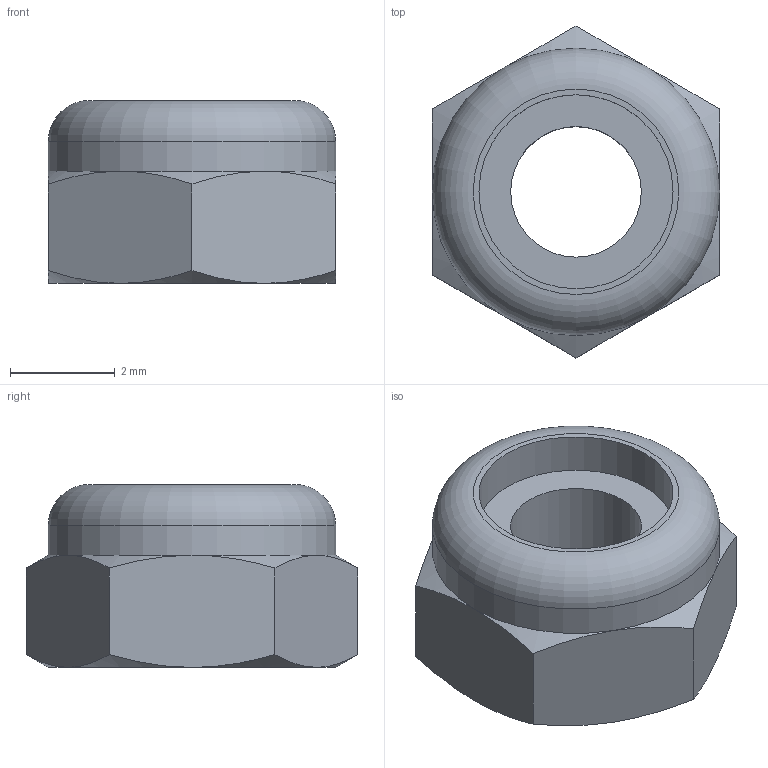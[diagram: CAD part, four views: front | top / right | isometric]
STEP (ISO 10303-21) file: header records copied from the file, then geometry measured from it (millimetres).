
FILE_DESCRIPTION (( 'STEP AP214' ), '1' );
FILE_NAME ('1141-Z1P-A.STEP', '2013-05-15T14:55:38', ( '3DAssist' ), ( '' ), 'SwSTEP 2.0', 'SolidWorks 2013', '' );
FILE_SCHEMA (( 'AUTOMOTIVE_DESIGN' ));
Length unit declared in the file: millimetre
Products named in the file (1): 1141-Z1P-A
Bounding box: 5.5 x 6.35 x 3.5 mm (x, y, z)
Volume: 64.1 mm3; surface area: 128.8 mm2
Topology: 1 solids, 1 shells, 25 faces, 52 edges, 30 vertices
Faces by surface type: cone 12, plane 9, cylinder 3, torus 1
Full cylindrical faces by diameter (mm): 2.5 x1, 3.714 x1, 5.5 x1
Entity records: 737 total; most frequent: CARTESIAN_POINT 208, ORIENTED_EDGE 96, DIRECTION 94, EDGE_CURVE 48, AXIS2_PLACEMENT_3D 44, EDGE_LOOP 32, VERTEX_POINT 30, FACE_OUTER_BOUND 29
